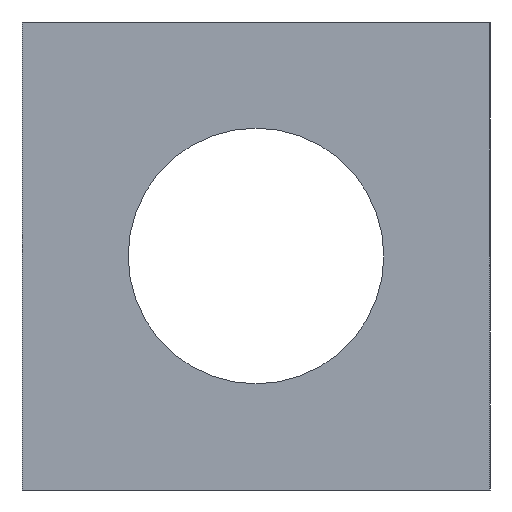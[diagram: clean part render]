
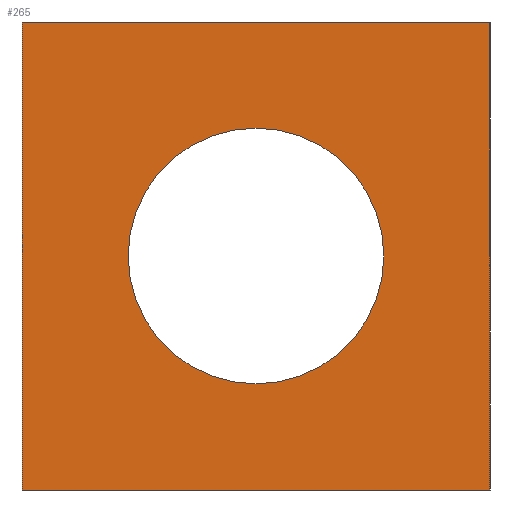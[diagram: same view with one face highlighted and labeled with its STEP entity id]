
A CAD part, left-side view. The second image highlights one B-rep face of the part: STEP entity #265.
In plain terms, the highlighted planar face has unit normal (-1, 0, 0).
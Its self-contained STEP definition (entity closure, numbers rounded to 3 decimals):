
#16=FACE_BOUND('',#51,.T.);
#25=CIRCLE('',#304,2.459);
#36=FACE_OUTER_BOUND('',#50,.T.);
#50=EDGE_LOOP('',(#199,#200,#201,#202));
#51=EDGE_LOOP('',(#203));
#70=LINE('',#429,#90);
#71=LINE('',#431,#91);
#72=LINE('',#433,#92);
#73=LINE('',#434,#93);
#90=VECTOR('',#350,10.);
#91=VECTOR('',#351,10.);
#92=VECTOR('',#352,10.);
#93=VECTOR('',#353,10.);
#121=VERTEX_POINT('',#427);
#122=VERTEX_POINT('',#428);
#123=VERTEX_POINT('',#430);
#124=VERTEX_POINT('',#432);
#125=VERTEX_POINT('',#435);
#152=EDGE_CURVE('',#121,#122,#70,.T.);
#153=EDGE_CURVE('',#122,#123,#71,.T.);
#154=EDGE_CURVE('',#123,#124,#72,.T.);
#155=EDGE_CURVE('',#124,#121,#73,.T.);
#156=EDGE_CURVE('',#125,#125,#25,.T.);
#199=ORIENTED_EDGE('',*,*,#152,.T.);
#200=ORIENTED_EDGE('',*,*,#153,.T.);
#201=ORIENTED_EDGE('',*,*,#154,.T.);
#202=ORIENTED_EDGE('',*,*,#155,.T.);
#203=ORIENTED_EDGE('',*,*,#156,.T.);
#253=PLANE('',#303);
#265=ADVANCED_FACE('',(#36,#16),#253,.F.);
#303=AXIS2_PLACEMENT_3D('',#426,#348,#349);
#304=AXIS2_PLACEMENT_3D('',#436,#354,#355);
#348=DIRECTION('center_axis',(1.,0.,0.));
#349=DIRECTION('ref_axis',(0.,0.,-1.));
#350=DIRECTION('',(0.,1.,0.));
#351=DIRECTION('',(0.,0.,-1.));
#352=DIRECTION('',(0.,-1.,0.));
#353=DIRECTION('',(0.,0.,1.));
#354=DIRECTION('center_axis',(1.,0.,0.));
#355=DIRECTION('ref_axis',(0.,0.,-1.));
#426=CARTESIAN_POINT('Origin',(0.,0.,0.));
#427=CARTESIAN_POINT('',(0.,-4.5,4.5));
#428=CARTESIAN_POINT('',(0.,4.5,4.5));
#429=CARTESIAN_POINT('',(0.,-4.5,4.5));
#430=CARTESIAN_POINT('',(0.,4.5,-4.5));
#431=CARTESIAN_POINT('',(0.,4.5,4.5));
#432=CARTESIAN_POINT('',(0.,-4.5,-4.5));
#433=CARTESIAN_POINT('',(0.,4.5,-4.5));
#434=CARTESIAN_POINT('',(0.,-4.5,-4.5));
#435=CARTESIAN_POINT('',(0.,0.,2.459));
#436=CARTESIAN_POINT('Origin',(0.,0.,0.));
